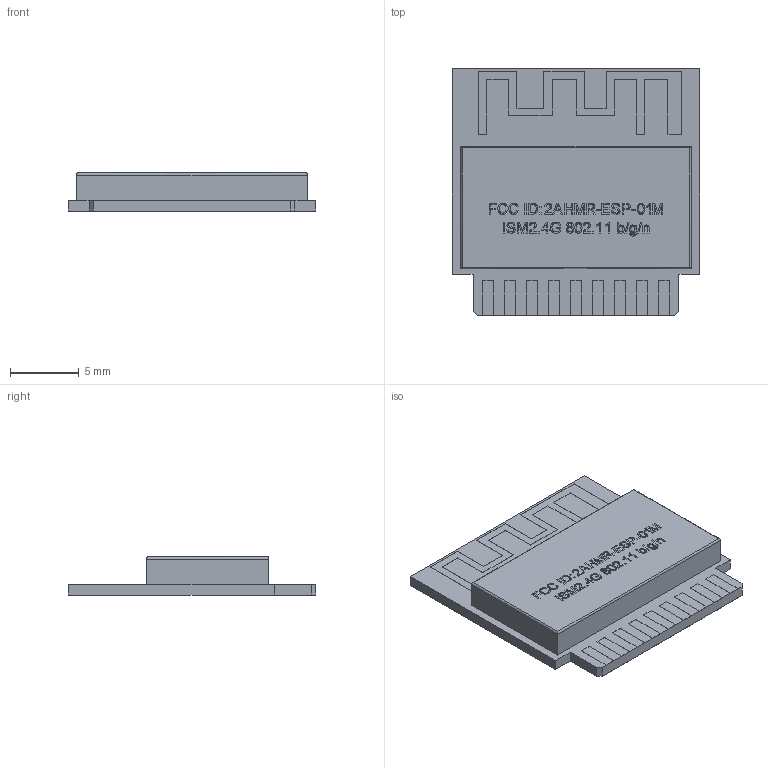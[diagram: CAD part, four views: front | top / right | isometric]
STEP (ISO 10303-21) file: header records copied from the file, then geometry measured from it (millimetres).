
FILE_DESCRIPTION(('',''),'2;1');
FILE_NAME('ESP-01M.stp','',(''),(''),'','STEP AP214','');
FILE_SCHEMA(('AUTOMOTIVE_DESIGN { 1 0 10303 214 1 1 1 1 }'));
Length unit declared in the file: millimetre
Products named in the file (1): ESP-01M
Bounding box: 18 x 18 x 2.81 mm (x, y, z)
Volume: 551.4 mm3; surface area: 1208.6 mm2
Topology: 21 solids, 21 shells, 515 faces, 1363 edges, 939 vertices
Faces by surface type: plane 361, extrusion 142, bspline 12
Entity records: 19922 total; most frequent: CARTESIAN_POINT 8266, ORIENTED_EDGE 2726, DIRECTION 1576, EDGE_CURVE 1363, VECTOR 1156, LINE 1014, VERTEX_POINT 939, EDGE_LOOP 564
